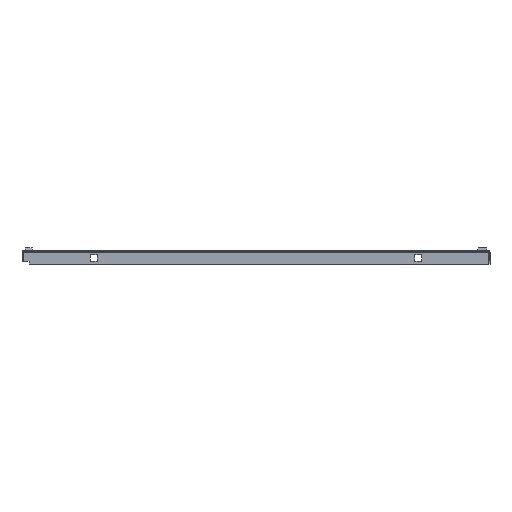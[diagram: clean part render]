
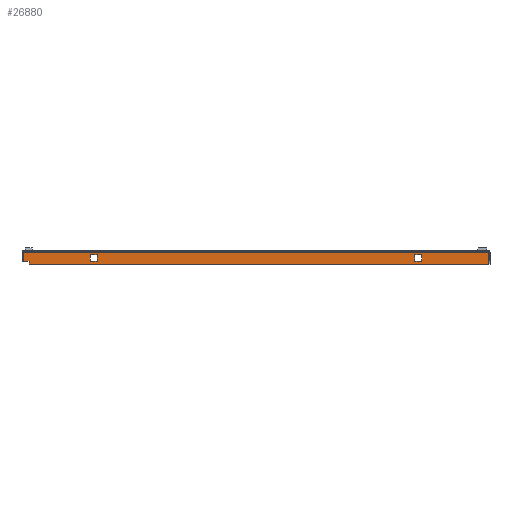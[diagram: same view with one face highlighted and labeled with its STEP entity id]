
A CAD part, front view. The second image highlights one B-rep face of the part: STEP entity #26880.
In plain terms, the highlighted planar face has unit normal (0, -1, 0).
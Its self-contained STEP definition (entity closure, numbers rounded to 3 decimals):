
#6508 = DIRECTION ( 'NONE',  ( 0., 1., 0. ) ) ;
#6510 = CARTESIAN_POINT ( 'NONE',  ( 330.25, -299., -18. ) ) ;
#6512 = PLANE ( 'NONE',  #23474 ) ;
#6513 = DIRECTION ( 'NONE',  ( 0., 0., 1. ) ) ;
#7037 = FACE_BOUND ( 'NONE', #13233, .T. ) ;
#7050 = FACE_OUTER_BOUND ( 'NONE', #13240, .T. ) ;
#7060 = FACE_BOUND ( 'NONE', #13220, .T. ) ;
#13220 = EDGE_LOOP ( 'NONE', ( #46215, #46216, #46217, #46220 ) ) ;
#13233 = EDGE_LOOP ( 'NONE', ( #46221, #46222, #46223, #46224 ) ) ;
#13240 = EDGE_LOOP ( 'NONE', ( #46211, #46212, #46238, #46219, #46237, #46214 ) ) ;
#15035 = LINE ( 'NONE', #50707, #15041 ) ;
#15036 = LINE ( 'NONE', #50702, #15039 ) ;
#15038 = LINE ( 'NONE', #50664, #15053 ) ;
#15039 = VECTOR ( 'NONE', #50659, 1000. ) ;
#15040 = LINE ( 'NONE', #50648, #15043 ) ;
#15041 = VECTOR ( 'NONE', #50655, 1000. ) ;
#15042 = LINE ( 'NONE', #50642, #15045 ) ;
#15043 = VECTOR ( 'NONE', #50644, 1000. ) ;
#15044 = LINE ( 'NONE', #50635, #15047 ) ;
#15045 = VECTOR ( 'NONE', #50638, 1000. ) ;
#15046 = LINE ( 'NONE', #50629, #15049 ) ;
#15047 = VECTOR ( 'NONE', #50630, 1000. ) ;
#15048 = LINE ( 'NONE', #50623, #15051 ) ;
#15049 = VECTOR ( 'NONE', #50624, 1000. ) ;
#15050 = LINE ( 'NONE', #50657, #15061 ) ;
#15051 = VECTOR ( 'NONE', #50620, 1000. ) ;
#15052 = LINE ( 'NONE', #50612, #15055 ) ;
#15053 = VECTOR ( 'NONE', #50617, 1000. ) ;
#15054 = LINE ( 'NONE', #50607, #15057 ) ;
#15055 = VECTOR ( 'NONE', #50608, 1000. ) ;
#15056 = LINE ( 'NONE', #50601, #15059 ) ;
#15057 = VECTOR ( 'NONE', #50603, 1000. ) ;
#15059 = VECTOR ( 'NONE', #50597, 1000. ) ;
#15060 = LINE ( 'NONE', #50590, #15063 ) ;
#15061 = VECTOR ( 'NONE', #50595, 1000. ) ;
#15062 = LINE ( 'NONE', #50585, #15065 ) ;
#15063 = VECTOR ( 'NONE', #50587, 1000. ) ;
#15065 = VECTOR ( 'NONE', #50581, 1000. ) ;
#23474 = AXIS2_PLACEMENT_3D ( 'NONE', #6510, #6508, #6513 ) ;
#24125 = EDGE_CURVE ( 'NONE', #90896, #90893, #15036, .T. ) ;
#24127 = EDGE_CURVE ( 'NONE', #90893, #90874, #15035, .T. ) ;
#24129 = EDGE_CURVE ( 'NONE', #90874, #90873, #15040, .T. ) ;
#24132 = EDGE_CURVE ( 'NONE', #90881, #90873, #15042, .T. ) ;
#24134 = EDGE_CURVE ( 'NONE', #90876, #90881, #15044, .T. ) ;
#24136 = EDGE_CURVE ( 'NONE', #90876, #90896, #15046, .T. ) ;
#24139 = EDGE_CURVE ( 'NONE', #90879, #90871, #15048, .T. ) ;
#24141 = EDGE_CURVE ( 'NONE', #90871, #90869, #15038, .T. ) ;
#24143 = EDGE_CURVE ( 'NONE', #90869, #90868, #15052, .T. ) ;
#24146 = EDGE_CURVE ( 'NONE', #90868, #90879, #15054, .T. ) ;
#24148 = EDGE_CURVE ( 'NONE', #90877, #90867, #15056, .T. ) ;
#24150 = EDGE_CURVE ( 'NONE', #90867, #90865, #15050, .T. ) ;
#24153 = EDGE_CURVE ( 'NONE', #90865, #90863, #15060, .T. ) ;
#24155 = EDGE_CURVE ( 'NONE', #90863, #90877, #15062, .T. ) ;
#26880 = ADVANCED_FACE ( 'NONE', ( #7050, #7060, #7037 ), #6512, .F. ) ;
#46211 = ORIENTED_EDGE ( 'NONE', *, *, #24125, .T. ) ;
#46212 = ORIENTED_EDGE ( 'NONE', *, *, #24127, .T. ) ;
#46214 = ORIENTED_EDGE ( 'NONE', *, *, #24136, .T. ) ;
#46215 = ORIENTED_EDGE ( 'NONE', *, *, #24139, .T. ) ;
#46216 = ORIENTED_EDGE ( 'NONE', *, *, #24141, .T. ) ;
#46217 = ORIENTED_EDGE ( 'NONE', *, *, #24143, .T. ) ;
#46219 = ORIENTED_EDGE ( 'NONE', *, *, #24132, .F. ) ;
#46220 = ORIENTED_EDGE ( 'NONE', *, *, #24146, .T. ) ;
#46221 = ORIENTED_EDGE ( 'NONE', *, *, #24148, .T. ) ;
#46222 = ORIENTED_EDGE ( 'NONE', *, *, #24150, .T. ) ;
#46223 = ORIENTED_EDGE ( 'NONE', *, *, #24153, .T. ) ;
#46224 = ORIENTED_EDGE ( 'NONE', *, *, #24155, .T. ) ;
#46237 = ORIENTED_EDGE ( 'NONE', *, *, #24134, .F. ) ;
#46238 = ORIENTED_EDGE ( 'NONE', *, *, #24129, .T. ) ;
#50581 = DIRECTION ( 'NONE',  ( 0., 0., 1. ) ) ;
#50585 = CARTESIAN_POINT ( 'NONE',  ( 225.75, -299., -4.25 ) ) ;
#50587 = DIRECTION ( 'NONE',  ( -1., 0., 0. ) ) ;
#50590 = CARTESIAN_POINT ( 'NONE',  ( 235.25, -299., -13.75 ) ) ;
#50595 = DIRECTION ( 'NONE',  ( 0., 0., -1. ) ) ;
#50597 = DIRECTION ( 'NONE',  ( 1., 0., 0. ) ) ;
#50601 = CARTESIAN_POINT ( 'NONE',  ( 235.25, -299., -4.25 ) ) ;
#50603 = DIRECTION ( 'NONE',  ( -1., 0., 0. ) ) ;
#50607 = CARTESIAN_POINT ( 'NONE',  ( -235.25, -299., -13.75 ) ) ;
#50608 = DIRECTION ( 'NONE',  ( 0., 0., -1. ) ) ;
#50612 = CARTESIAN_POINT ( 'NONE',  ( -225.75, -299., -4.25 ) ) ;
#50617 = DIRECTION ( 'NONE',  ( 1., 0., 0. ) ) ;
#50620 = DIRECTION ( 'NONE',  ( 0., 0., 1. ) ) ;
#50623 = CARTESIAN_POINT ( 'NONE',  ( -235.25, -299., -4.25 ) ) ;
#50624 = DIRECTION ( 'NONE',  ( 1., 0., 0. ) ) ;
#50629 = CARTESIAN_POINT ( 'NONE',  ( -330.5, -299., -14. ) ) ;
#50630 = DIRECTION ( 'NONE',  ( 0., 0., 1. ) ) ;
#50635 = CARTESIAN_POINT ( 'NONE',  ( -330.5, -299., -0.75 ) ) ;
#50638 = DIRECTION ( 'NONE',  ( 1., 0., 0. ) ) ;
#50642 = CARTESIAN_POINT ( 'NONE',  ( -661.003, -299., -0.75 ) ) ;
#50644 = DIRECTION ( 'NONE',  ( 0., 0., 1. ) ) ;
#50648 = CARTESIAN_POINT ( 'NONE',  ( 330.5, -299., -0.75 ) ) ;
#50655 = DIRECTION ( 'NONE',  ( 1., 0., 0. ) ) ;
#50657 = CARTESIAN_POINT ( 'NONE',  ( 235.25, -299., -4.25 ) ) ;
#50659 = DIRECTION ( 'NONE',  ( 0., 0., -1. ) ) ;
#50664 = CARTESIAN_POINT ( 'NONE',  ( -235.25, -299., -4.25 ) ) ;
#50702 = CARTESIAN_POINT ( 'NONE',  ( -322.5, -299., -18. ) ) ;
#50707 = CARTESIAN_POINT ( 'NONE',  ( 330.25, -299., -18. ) ) ;
#89698 = CARTESIAN_POINT ( 'NONE',  ( 225.75, -299., -13.75 ) ) ;
#89700 = CARTESIAN_POINT ( 'NONE',  ( 235.25, -299., -13.75 ) ) ;
#89702 = CARTESIAN_POINT ( 'NONE',  ( 235.25, -299., -4.25 ) ) ;
#89703 = CARTESIAN_POINT ( 'NONE',  ( -225.75, -299., -13.75 ) ) ;
#89704 = CARTESIAN_POINT ( 'NONE',  ( -225.75, -299., -4.25 ) ) ;
#89706 = CARTESIAN_POINT ( 'NONE',  ( -235.25, -299., -4.25 ) ) ;
#89708 = CARTESIAN_POINT ( 'NONE',  ( 330.5, -299., -0.75 ) ) ;
#89709 = CARTESIAN_POINT ( 'NONE',  ( 330.5, -299., -18. ) ) ;
#89711 = CARTESIAN_POINT ( 'NONE',  ( -330.5, -299., -14. ) ) ;
#89712 = CARTESIAN_POINT ( 'NONE',  ( 225.75, -299., -4.25 ) ) ;
#89714 = CARTESIAN_POINT ( 'NONE',  ( -235.25, -299., -13.75 ) ) ;
#89716 = CARTESIAN_POINT ( 'NONE',  ( -330.5, -299., -0.75 ) ) ;
#89728 = CARTESIAN_POINT ( 'NONE',  ( -322.5, -299., -18. ) ) ;
#89731 = CARTESIAN_POINT ( 'NONE',  ( -322.5, -299., -14. ) ) ;
#90863 = VERTEX_POINT ( 'NONE', #89698 ) ;
#90865 = VERTEX_POINT ( 'NONE', #89700 ) ;
#90867 = VERTEX_POINT ( 'NONE', #89702 ) ;
#90868 = VERTEX_POINT ( 'NONE', #89703 ) ;
#90869 = VERTEX_POINT ( 'NONE', #89704 ) ;
#90871 = VERTEX_POINT ( 'NONE', #89706 ) ;
#90873 = VERTEX_POINT ( 'NONE', #89708 ) ;
#90874 = VERTEX_POINT ( 'NONE', #89709 ) ;
#90876 = VERTEX_POINT ( 'NONE', #89711 ) ;
#90877 = VERTEX_POINT ( 'NONE', #89712 ) ;
#90879 = VERTEX_POINT ( 'NONE', #89714 ) ;
#90881 = VERTEX_POINT ( 'NONE', #89716 ) ;
#90893 = VERTEX_POINT ( 'NONE', #89728 ) ;
#90896 = VERTEX_POINT ( 'NONE', #89731 ) ;
